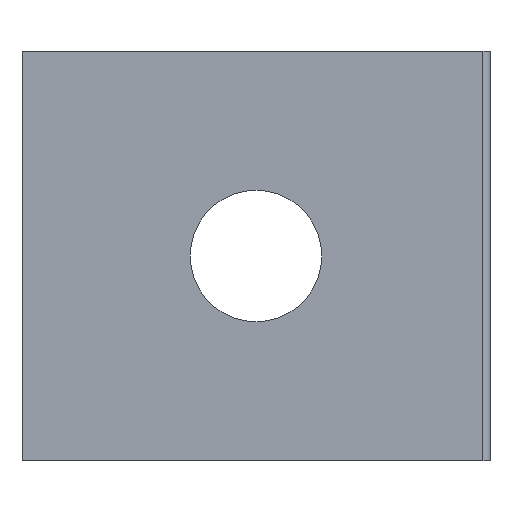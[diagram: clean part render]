
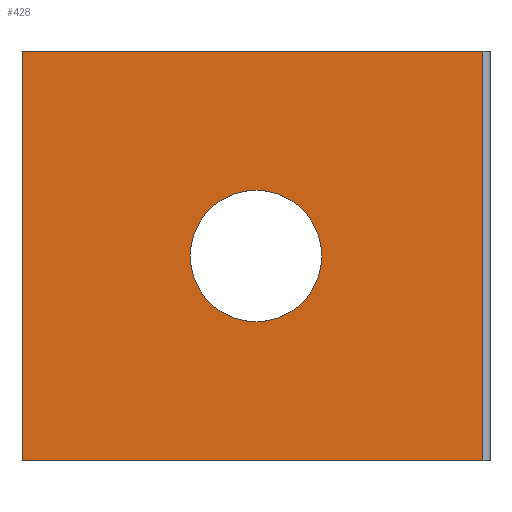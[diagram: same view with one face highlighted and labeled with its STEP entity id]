
A CAD part, left-side view. The second image highlights one B-rep face of the part: STEP entity #428.
In plain terms, the highlighted planar face has unit normal (-1, 0, 0).
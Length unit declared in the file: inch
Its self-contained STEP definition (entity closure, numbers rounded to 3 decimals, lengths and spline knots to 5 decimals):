
#2 = DIRECTION ( 'NONE',  ( 0., 1., 0. ) ) ;
#15 = VECTOR ( 'NONE', #387, 39.37008 ) ;
#18 = DIRECTION ( 'NONE',  ( -1., 0., 0. ) ) ;
#30 = VERTEX_POINT ( 'NONE', #377 ) ;
#35 = DIRECTION ( 'NONE',  ( 0., 0., -1. ) ) ;
#40 = CARTESIAN_POINT ( 'NONE',  ( 0., 0.015, -0.875 ) ) ;
#53 = AXIS2_PLACEMENT_3D ( 'NONE', #138, #18, #107 ) ;
#68 = VECTOR ( 'NONE', #2, 39.37008 ) ;
#95 = EDGE_CURVE ( 'NONE', #196, #421, #300, .T. ) ;
#96 = FACE_OUTER_BOUND ( 'NONE', #359, .T. ) ;
#100 = DIRECTION ( 'NONE',  ( 0., 0., 1. ) ) ;
#106 = CARTESIAN_POINT ( 'NONE',  ( 0., 0.015, 0. ) ) ;
#107 = DIRECTION ( 'NONE',  ( 0., -1., 0. ) ) ;
#108 = EDGE_CURVE ( 'NONE', #433, #30, #261, .T. ) ;
#128 = LINE ( 'NONE', #106, #275 ) ;
#138 = CARTESIAN_POINT ( 'NONE',  ( 0., 0., 0. ) ) ;
#163 = CARTESIAN_POINT ( 'NONE',  ( 0., 1., 0. ) ) ;
#165 = ORIENTED_EDGE ( 'NONE', *, *, #108, .T. ) ;
#169 = VERTEX_POINT ( 'NONE', #40 ) ;
#174 = EDGE_CURVE ( 'NONE', #30, #433, #240, .T. ) ;
#183 = EDGE_CURVE ( 'NONE', #421, #493, #424, .T. ) ;
#187 = EDGE_CURVE ( 'NONE', #169, #493, #222, .T. ) ;
#188 = CARTESIAN_POINT ( 'NONE',  ( 0., 0., 0. ) ) ;
#189 = FACE_BOUND ( 'NONE', #219, .T. ) ;
#195 = CARTESIAN_POINT ( 'NONE',  ( 0., 0.5, -0.4375 ) ) ;
#196 = VERTEX_POINT ( 'NONE', #201 ) ;
#201 = CARTESIAN_POINT ( 'NONE',  ( 0., 0.015, 0. ) ) ;
#219 = EDGE_LOOP ( 'NONE', ( #256, #165 ) ) ;
#222 = LINE ( 'NONE', #481, #15 ) ;
#232 = DIRECTION ( 'NONE',  ( 1., 0., 0. ) ) ;
#240 = CIRCLE ( 'NONE', #470, 0.1405 ) ;
#255 = CARTESIAN_POINT ( 'NONE',  ( 0., 1., -0.875 ) ) ;
#256 = ORIENTED_EDGE ( 'NONE', *, *, #174, .T. ) ;
#261 = CIRCLE ( 'NONE', #370, 0.1405 ) ;
#262 = ORIENTED_EDGE ( 'NONE', *, *, #187, .F. ) ;
#268 = DIRECTION ( 'NONE',  ( 1., 0., 0. ) ) ;
#275 = VECTOR ( 'NONE', #100, 39.37008 ) ;
#300 = LINE ( 'NONE', #188, #68 ) ;
#306 = VECTOR ( 'NONE', #392, 39.37008 ) ;
#319 = DIRECTION ( 'NONE',  ( 0., 0., -1. ) ) ;
#329 = CARTESIAN_POINT ( 'NONE',  ( 0., 0.5, -0.297 ) ) ;
#348 = ORIENTED_EDGE ( 'NONE', *, *, #442, .T. ) ;
#359 = EDGE_LOOP ( 'NONE', ( #262, #348, #491, #413 ) ) ;
#363 = PLANE ( 'NONE',  #53 ) ;
#369 = CARTESIAN_POINT ( 'NONE',  ( 0., 1., 0. ) ) ;
#370 = AXIS2_PLACEMENT_3D ( 'NONE', #195, #268, #35 ) ;
#377 = CARTESIAN_POINT ( 'NONE',  ( 0., 0.5, -0.578 ) ) ;
#387 = DIRECTION ( 'NONE',  ( 0., 1., 0. ) ) ;
#392 = DIRECTION ( 'NONE',  ( 0., 0., -1. ) ) ;
#413 = ORIENTED_EDGE ( 'NONE', *, *, #183, .T. ) ;
#421 = VERTEX_POINT ( 'NONE', #369 ) ;
#424 = LINE ( 'NONE', #163, #306 ) ;
#428 = ADVANCED_FACE ( 'NONE', ( #189, #96 ), #363, .T. ) ;
#430 = CARTESIAN_POINT ( 'NONE',  ( 0., 0.5, -0.4375 ) ) ;
#433 = VERTEX_POINT ( 'NONE', #329 ) ;
#442 = EDGE_CURVE ( 'NONE', #169, #196, #128, .T. ) ;
#470 = AXIS2_PLACEMENT_3D ( 'NONE', #430, #232, #319 ) ;
#481 = CARTESIAN_POINT ( 'NONE',  ( 0., 0., -0.875 ) ) ;
#491 = ORIENTED_EDGE ( 'NONE', *, *, #95, .T. ) ;
#493 = VERTEX_POINT ( 'NONE', #255 ) ;
